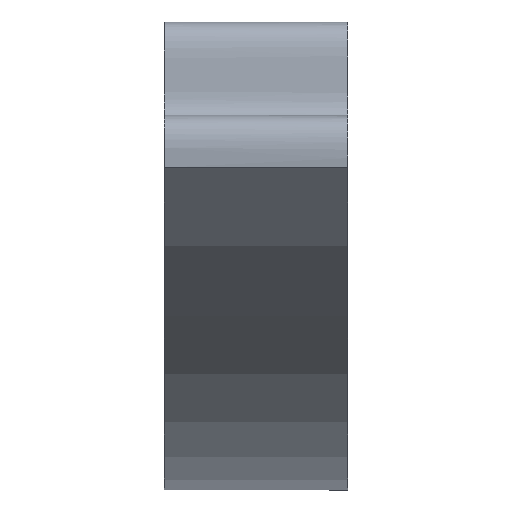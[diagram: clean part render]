
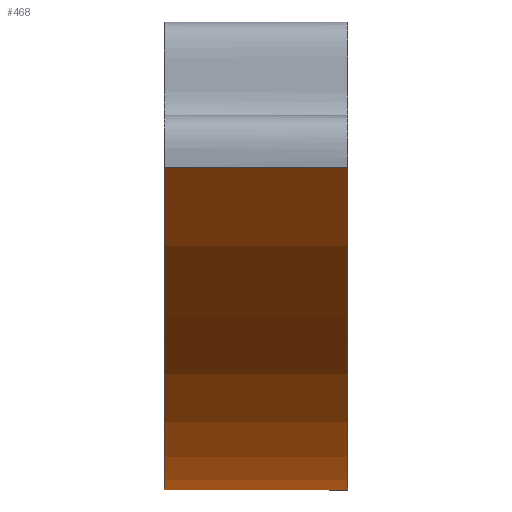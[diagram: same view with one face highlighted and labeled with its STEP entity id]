
A CAD part, front view. The second image highlights one B-rep face of the part: STEP entity #468.
In plain terms, the highlighted cylindrical face has radius 39.5 mm (diameter 79 mm), a partial arc.
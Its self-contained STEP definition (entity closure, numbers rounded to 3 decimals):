
#54=CYLINDRICAL_SURFACE('',#529,39.5);
#78=FACE_OUTER_BOUND('',#106,.T.);
#106=EDGE_LOOP('',(#415,#416,#417,#418));
#129=LINE('',#1085,#158);
#138=LINE('',#1153,#167);
#158=VECTOR('',#619,10.);
#167=VECTOR('',#654,10.);
#171=CIRCLE('',#491,39.5);
#194=CIRCLE('',#530,39.5);
#199=VERTEX_POINT('',#670);
#200=VERTEX_POINT('',#672);
#231=VERTEX_POINT('',#1083);
#239=VERTEX_POINT('',#1151);
#246=EDGE_CURVE('',#199,#200,#171,.T.);
#289=EDGE_CURVE('',#231,#199,#129,.T.);
#305=EDGE_CURVE('',#239,#231,#194,.T.);
#306=EDGE_CURVE('',#239,#200,#138,.T.);
#415=ORIENTED_EDGE('',*,*,#305,.F.);
#416=ORIENTED_EDGE('',*,*,#306,.T.);
#417=ORIENTED_EDGE('',*,*,#246,.F.);
#418=ORIENTED_EDGE('',*,*,#289,.F.);
#468=ADVANCED_FACE('',(#78),#54,.T.);
#491=AXIS2_PLACEMENT_3D('',#673,#549,#550);
#529=AXIS2_PLACEMENT_3D('',#1150,#650,#651);
#530=AXIS2_PLACEMENT_3D('',#1152,#652,#653);
#549=DIRECTION('center_axis',(-1.,0.,0.));
#550=DIRECTION('ref_axis',(0.,0.088,-0.996));
#619=DIRECTION('',(-1.,0.,0.));
#650=DIRECTION('center_axis',(1.,0.,0.));
#651=DIRECTION('ref_axis',(0.,-1.,0.));
#652=DIRECTION('center_axis',(1.,0.,0.));
#653=DIRECTION('ref_axis',(0.,-1.,0.));
#654=DIRECTION('',(-1.,0.,0.));
#670=CARTESIAN_POINT('',(-46.7,73.49,-39.445));
#672=CARTESIAN_POINT('',(-46.7,39.741,-25.49));
#673=CARTESIAN_POINT('Origin',(-46.7,70.,-0.1));
#1083=CARTESIAN_POINT('',(-38.7,73.49,-39.445));
#1085=CARTESIAN_POINT('',(-43.7,73.49,-39.445));
#1150=CARTESIAN_POINT('Origin',(-43.7,70.,-0.1));
#1151=CARTESIAN_POINT('',(-38.7,39.741,-25.49));
#1152=CARTESIAN_POINT('Origin',(-38.7,70.,-0.1));
#1153=CARTESIAN_POINT('',(-43.7,39.741,-25.49));
